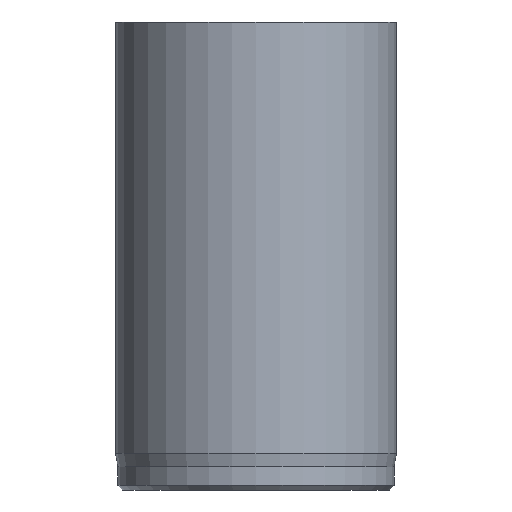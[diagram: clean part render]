
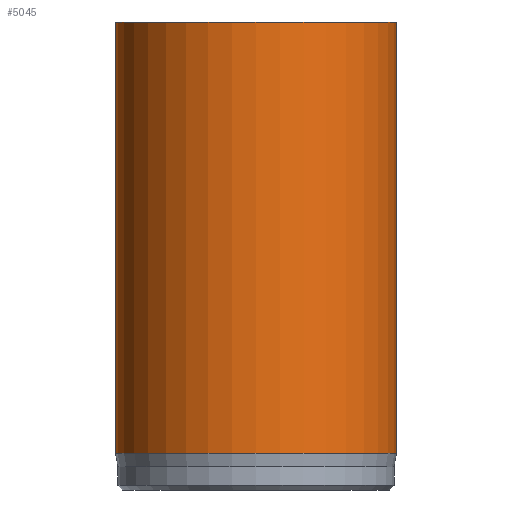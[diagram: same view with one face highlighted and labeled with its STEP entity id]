
A CAD part, front view. The second image highlights one B-rep face of the part: STEP entity #5045.
In plain terms, the highlighted cylindrical face has radius 6 mm (diameter 12 mm), a full revolution.
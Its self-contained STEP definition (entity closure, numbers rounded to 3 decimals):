
#31=CYLINDRICAL_SURFACE('',#5244,6.);
#45=CIRCLE('',#5218,6.);
#57=CIRCLE('',#5242,6.);
#58=CIRCLE('',#5243,6.);
#789=FACE_OUTER_BOUND('',#1083,.T.);
#1083=EDGE_LOOP('',(#4577,#4578,#4579,#4580,#4581));
#1498=LINE('',#9306,#1919);
#1919=VECTOR('',#5923,6.);
#2400=VERTEX_POINT('',#9258);
#2412=VERTEX_POINT('',#9300);
#2413=VERTEX_POINT('',#9301);
#3121=EDGE_CURVE('',#2400,#2400,#45,.T.);
#3139=EDGE_CURVE('',#2412,#2413,#57,.T.);
#3140=EDGE_CURVE('',#2413,#2412,#58,.T.);
#3142=EDGE_CURVE('',#2400,#2412,#1498,.T.);
#4577=ORIENTED_EDGE('',*,*,#3121,.T.);
#4578=ORIENTED_EDGE('',*,*,#3142,.T.);
#4579=ORIENTED_EDGE('',*,*,#3139,.T.);
#4580=ORIENTED_EDGE('',*,*,#3140,.T.);
#4581=ORIENTED_EDGE('',*,*,#3142,.F.);
#5045=ADVANCED_FACE('',(#789),#31,.T.);
#5218=AXIS2_PLACEMENT_3D('',#9259,#5862,#5863);
#5242=AXIS2_PLACEMENT_3D('',#9302,#5916,#5917);
#5243=AXIS2_PLACEMENT_3D('',#9303,#5918,#5919);
#5244=AXIS2_PLACEMENT_3D('',#9305,#5921,#5922);
#5862=DIRECTION('center_axis',(0.,0.,-1.));
#5863=DIRECTION('ref_axis',(-1.,0.,0.));
#5916=DIRECTION('center_axis',(0.,0.,1.));
#5917=DIRECTION('ref_axis',(-1.,0.,0.));
#5918=DIRECTION('center_axis',(0.,0.,1.));
#5919=DIRECTION('ref_axis',(-1.,0.,0.));
#5921=DIRECTION('center_axis',(0.,0.,1.));
#5922=DIRECTION('ref_axis',(-1.,0.,0.));
#5923=DIRECTION('',(0.,0.,-1.));
#9258=CARTESIAN_POINT('',(6.,0.,20.));
#9259=CARTESIAN_POINT('Origin',(0.,0.,20.));
#9300=CARTESIAN_POINT('',(6.,0.,1.567));
#9301=CARTESIAN_POINT('',(-6.,0.,1.567));
#9302=CARTESIAN_POINT('Origin',(0.,0.,1.567));
#9303=CARTESIAN_POINT('Origin',(0.,0.,1.567));
#9305=CARTESIAN_POINT('Origin',(0.,0.,0.));
#9306=CARTESIAN_POINT('',(6.,0.,0.));
